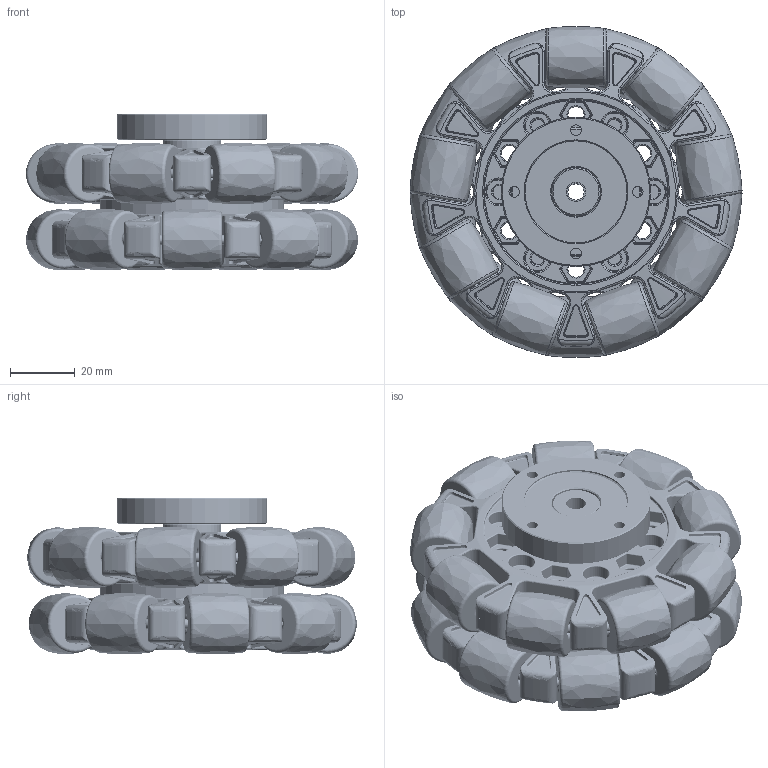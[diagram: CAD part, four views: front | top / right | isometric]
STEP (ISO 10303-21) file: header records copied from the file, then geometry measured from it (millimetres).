
FILE_DESCRIPTION((''),'2;1');
FILE_NAME('E1_ASM','2013-03-05T',('Administrator'),(''),'PRO/ENGINEER BY PARAMETRIC TECHNOLOGY CORPORATION, 2009360','PRO/ENGINEER BY PARAMETRIC TECHNOLOGY CORPORATION, 2009360','');
FILE_SCHEMA(('CONFIG_CONTROL_DESIGN'));
Length unit declared in the file: millimetre
Products named in the file (9): F2; F5; F6; A1_ASM; F12; F14; F13; E2_ASM; E1_ASM
Assembly tree (26 placements, depth 3):
  E1_ASM
    A1_ASM  x2
      F2
      F5
      F6
    F12
    E2_ASM
      F14
      F13
Bounding box: 102.26 x 101.88 x 48.34 mm (x, y, z)
Volume: 204174.7 mm3; surface area: 103785 mm2
Topology: 43 solids, 61 shells, 3629 faces, 8296 edges, 4860 vertices
Faces by surface type: cylinder 1114, bspline 932, torus 624, plane 603, cone 212, sphere 144
Entity records: 36662 total; most frequent: CARTESIAN_POINT 14311, DIRECTION 4731, ORIENTED_EDGE 4644, EDGE_CURVE 2324, AXIS2_PLACEMENT_3D 2006, VERTEX_POINT 1378, CIRCLE 1179, EDGE_LOOP 1087
